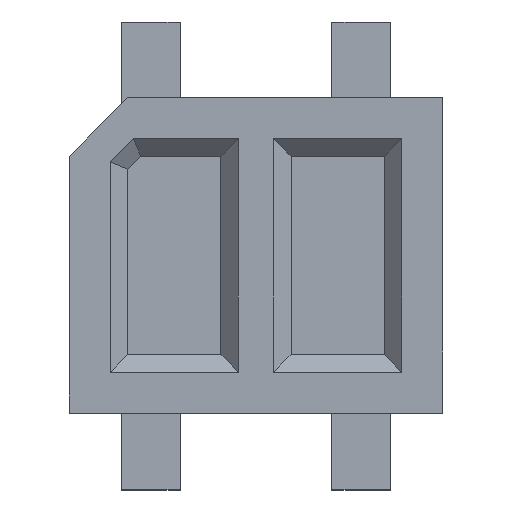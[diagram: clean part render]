
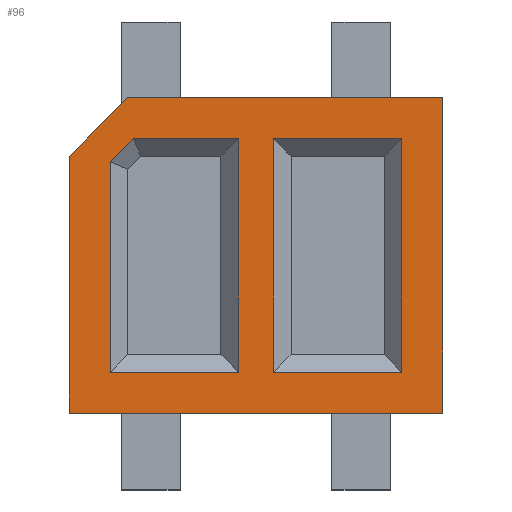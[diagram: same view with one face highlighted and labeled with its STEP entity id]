
A CAD part, top view. The second image highlights one B-rep face of the part: STEP entity #96.
In plain terms, the highlighted planar face has unit normal (0, 0, 1).
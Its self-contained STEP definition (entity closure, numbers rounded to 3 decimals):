
#13=DIRECTION('',(0.,0.,1.));
#22=VERTEX_POINT('',#23);
#23=CARTESIAN_POINT('',(-0.35,1.,2.));
#34=VECTOR('',#35,1.);
#35=DIRECTION('',(1.,0.,0.));
#38=VERTEX_POINT('',#39);
#39=CARTESIAN_POINT('',(0.75,1.,2.));
#41=ORIENTED_EDGE('',*,*,#42,.F.);
#42=EDGE_CURVE('',#22,#38,#43,.T.);
#43=LINE('',#23,#34);
#46=DIRECTION('',(0.,-1.,0.));
#52=VERTEX_POINT('',#53);
#53=CARTESIAN_POINT('',(-0.35,2.8,2.));
#60=VECTOR('',#46,1.);
#62=ORIENTED_EDGE('',*,*,#63,.F.);
#63=EDGE_CURVE('',#52,#22,#64,.T.);
#64=LINE('',#53,#60);
#67=DIRECTION('',(-1.,0.,0.));
#96=ADVANCED_FACE('',(#97,#129,#144),#166,.T.);
#97=FACE_BOUND('',#98,.T.);
#98=EDGE_LOOP('',(#99,#106,#113,#120,#126));
#99=ORIENTED_EDGE('',*,*,#100,.F.);
#100=EDGE_CURVE('',#101,#103,#105,.T.);
#101=VERTEX_POINT('',#102);
#102=CARTESIAN_POINT('',(-0.2,3.35,2.));
#103=VERTEX_POINT('',#104);
#104=CARTESIAN_POINT('',(2.5,3.35,2.));
#105=LINE('',#102,#34);
#106=ORIENTED_EDGE('',*,*,#107,.F.);
#107=EDGE_CURVE('',#108,#101,#110,.T.);
#108=VERTEX_POINT('',#109);
#109=CARTESIAN_POINT('',(-0.7,2.85,2.));
#110=LINE('',#109,#111);
#111=VECTOR('',#112,1.);
#112=DIRECTION('',(0.707,0.707,0.));
#113=ORIENTED_EDGE('',*,*,#114,.F.);
#114=EDGE_CURVE('',#115,#108,#117,.T.);
#115=VERTEX_POINT('',#116);
#116=CARTESIAN_POINT('',(-0.7,0.65,2.));
#117=LINE('',#116,#118);
#118=VECTOR('',#119,1.);
#119=DIRECTION('',(0.,1.,0.));
#120=ORIENTED_EDGE('',*,*,#121,.F.);
#121=EDGE_CURVE('',#122,#115,#124,.T.);
#122=VERTEX_POINT('',#123);
#123=CARTESIAN_POINT('',(2.5,0.65,2.));
#124=LINE('',#123,#125);
#125=VECTOR('',#67,1.);
#126=ORIENTED_EDGE('',*,*,#127,.F.);
#127=EDGE_CURVE('',#103,#122,#128,.T.);
#128=LINE('',#104,#60);
#129=FACE_BOUND('',#130,.T.);
#130=EDGE_LOOP('',(#41,#62,#131,#136,#141));
#131=ORIENTED_EDGE('',*,*,#132,.T.);
#132=EDGE_CURVE('',#52,#133,#135,.T.);
#133=VERTEX_POINT('',#134);
#134=CARTESIAN_POINT('',(-0.15,3.,2.));
#135=LINE('',#53,#111);
#136=ORIENTED_EDGE('',*,*,#137,.F.);
#137=EDGE_CURVE('',#138,#133,#140,.T.);
#138=VERTEX_POINT('',#139);
#139=CARTESIAN_POINT('',(0.75,3.,2.));
#140=LINE('',#139,#125);
#141=ORIENTED_EDGE('',*,*,#142,.F.);
#142=EDGE_CURVE('',#38,#138,#143,.T.);
#143=LINE('',#39,#118);
#144=FACE_BOUND('',#145,.T.);
#145=EDGE_LOOP('',(#146,#153,#158,#163));
#146=ORIENTED_EDGE('',*,*,#147,.T.);
#147=EDGE_CURVE('',#148,#150,#152,.T.);
#148=VERTEX_POINT('',#149);
#149=CARTESIAN_POINT('',(1.05,1.,2.));
#150=VERTEX_POINT('',#151);
#151=CARTESIAN_POINT('',(1.05,3.,2.));
#152=LINE('',#149,#118);
#153=ORIENTED_EDGE('',*,*,#154,.T.);
#154=EDGE_CURVE('',#150,#155,#157,.T.);
#155=VERTEX_POINT('',#156);
#156=CARTESIAN_POINT('',(2.15,3.,2.));
#157=LINE('',#151,#34);
#158=ORIENTED_EDGE('',*,*,#159,.T.);
#159=EDGE_CURVE('',#155,#160,#162,.T.);
#160=VERTEX_POINT('',#161);
#161=CARTESIAN_POINT('',(2.15,1.,2.));
#162=LINE('',#156,#60);
#163=ORIENTED_EDGE('',*,*,#164,.T.);
#164=EDGE_CURVE('',#160,#148,#165,.T.);
#165=LINE('',#161,#125);
#166=PLANE('',#167);
#167=AXIS2_PLACEMENT_3D('',#102,#13,#35);
